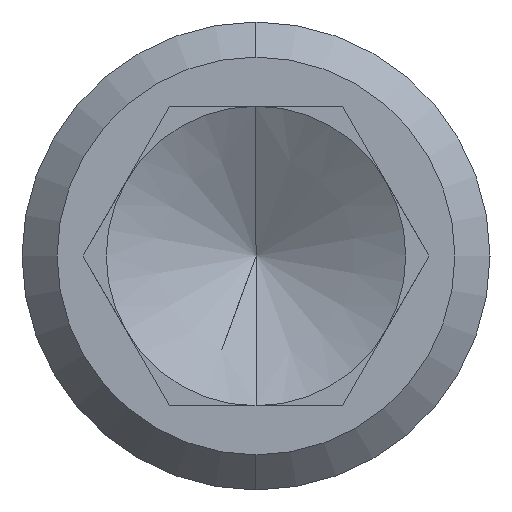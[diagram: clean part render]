
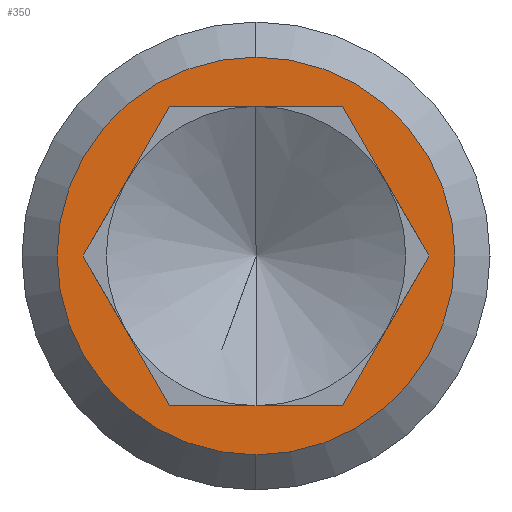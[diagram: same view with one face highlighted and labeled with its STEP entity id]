
A CAD part, left-side view. The second image highlights one B-rep face of the part: STEP entity #350.
In plain terms, the highlighted planar face has unit normal (-1, 0, 0).
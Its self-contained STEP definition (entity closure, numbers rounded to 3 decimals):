
#14 = ORIENTED_EDGE ( 'NONE', *, *, #395, .F. ) ;
#18 = DIRECTION ( 'NONE',  ( -1., 0., 0. ) ) ;
#26 = CIRCLE ( 'NONE', #384, 1.7 ) ;
#53 = EDGE_CURVE ( 'NONE', #487, #265, #523, .T. ) ;
#70 = LINE ( 'NONE', #289, #675 ) ;
#82 = DIRECTION ( 'NONE',  ( 0., 0., 1. ) ) ;
#95 = VERTEX_POINT ( 'NONE', #419 ) ;
#102 = CARTESIAN_POINT ( 'NONE',  ( 0., 0.739, -1.28 ) ) ;
#109 = VECTOR ( 'NONE', #656, 1000. ) ;
#111 = EDGE_CURVE ( 'NONE', #95, #546, #434, .T. ) ;
#113 = DIRECTION ( 'NONE',  ( 0., 0.5, -0.866 ) ) ;
#126 = VERTEX_POINT ( 'NONE', #294 ) ;
#128 = ORIENTED_EDGE ( 'NONE', *, *, #159, .F. ) ;
#145 = ORIENTED_EDGE ( 'NONE', *, *, #738, .F. ) ;
#150 = DIRECTION ( 'NONE',  ( 0., 0., 1. ) ) ;
#159 = EDGE_CURVE ( 'NONE', #646, #546, #595, .T. ) ;
#162 = DIRECTION ( 'NONE',  ( 0., -1., 0. ) ) ;
#164 = VERTEX_POINT ( 'NONE', #366 ) ;
#195 = DIRECTION ( 'NONE',  ( 0., 1., 0. ) ) ;
#216 = VECTOR ( 'NONE', #162, 1000. ) ;
#232 = EDGE_CURVE ( 'NONE', #265, #487, #26, .T. ) ;
#248 = CARTESIAN_POINT ( 'NONE',  ( 0., 0., 0. ) ) ;
#265 = VERTEX_POINT ( 'NONE', #569 ) ;
#282 = LINE ( 'NONE', #344, #577 ) ;
#287 = DIRECTION ( 'NONE',  ( -1., 0., 0. ) ) ;
#289 = CARTESIAN_POINT ( 'NONE',  ( 0., -1.478, 0. ) ) ;
#291 = CARTESIAN_POINT ( 'NONE',  ( 0., 1.478, 0. ) ) ;
#294 = CARTESIAN_POINT ( 'NONE',  ( 0., -1.478, 0. ) ) ;
#338 = CARTESIAN_POINT ( 'NONE',  ( 0., -0.739, 1.28 ) ) ;
#340 = CARTESIAN_POINT ( 'NONE',  ( 0., -0.739, 1.28 ) ) ;
#344 = CARTESIAN_POINT ( 'NONE',  ( 0., 1.478, 0. ) ) ;
#345 = LINE ( 'NONE', #102, #216 ) ;
#350 = ADVANCED_FACE ( 'NONE', ( #615, #490 ), #375, .T. ) ;
#366 = CARTESIAN_POINT ( 'NONE',  ( 0., -0.739, -1.28 ) ) ;
#375 = PLANE ( 'NONE',  #670 ) ;
#379 = VERTEX_POINT ( 'NONE', #386 ) ;
#384 = AXIS2_PLACEMENT_3D ( 'NONE', #248, #18, #82 ) ;
#386 = CARTESIAN_POINT ( 'NONE',  ( 0., 0.739, -1.28 ) ) ;
#395 = EDGE_CURVE ( 'NONE', #379, #164, #345, .T. ) ;
#403 = CARTESIAN_POINT ( 'NONE',  ( 0., 0.739, 1.28 ) ) ;
#415 = CARTESIAN_POINT ( 'NONE',  ( 0., 0., 0. ) ) ;
#419 = CARTESIAN_POINT ( 'NONE',  ( 0., 1.478, 0. ) ) ;
#434 = LINE ( 'NONE', #291, #109 ) ;
#487 = VERTEX_POINT ( 'NONE', #741 ) ;
#489 = VECTOR ( 'NONE', #749, 1000. ) ;
#490 = FACE_OUTER_BOUND ( 'NONE', #602, .T. ) ;
#492 = ORIENTED_EDGE ( 'NONE', *, *, #53, .T. ) ;
#501 = DIRECTION ( 'NONE',  ( -1., 0., 0. ) ) ;
#523 = CIRCLE ( 'NONE', #561, 1.7 ) ;
#533 = DIRECTION ( 'NONE',  ( 0., 0., 1. ) ) ;
#536 = DIRECTION ( 'NONE',  ( 0., -0.5, -0.866 ) ) ;
#546 = VERTEX_POINT ( 'NONE', #403 ) ;
#553 = EDGE_CURVE ( 'NONE', #646, #126, #715, .T. ) ;
#558 = ORIENTED_EDGE ( 'NONE', *, *, #232, .T. ) ;
#561 = AXIS2_PLACEMENT_3D ( 'NONE', #415, #287, #533 ) ;
#569 = CARTESIAN_POINT ( 'NONE',  ( 0., 0., -1.7 ) ) ;
#572 = CARTESIAN_POINT ( 'NONE',  ( 0., 0., 0. ) ) ;
#577 = VECTOR ( 'NONE', #536, 1000. ) ;
#583 = ORIENTED_EDGE ( 'NONE', *, *, #553, .T. ) ;
#595 = LINE ( 'NONE', #722, #616 ) ;
#602 = EDGE_LOOP ( 'NONE', ( #558, #492 ) ) ;
#615 = FACE_BOUND ( 'NONE', #639, .T. ) ;
#616 = VECTOR ( 'NONE', #195, 1000. ) ;
#620 = EDGE_CURVE ( 'NONE', #126, #164, #70, .T. ) ;
#639 = EDGE_LOOP ( 'NONE', ( #740, #128, #583, #737, #14, #145 ) ) ;
#646 = VERTEX_POINT ( 'NONE', #340 ) ;
#656 = DIRECTION ( 'NONE',  ( 0., -0.5, 0.866 ) ) ;
#670 = AXIS2_PLACEMENT_3D ( 'NONE', #572, #501, #150 ) ;
#675 = VECTOR ( 'NONE', #113, 1000. ) ;
#715 = LINE ( 'NONE', #338, #489 ) ;
#722 = CARTESIAN_POINT ( 'NONE',  ( 0., -0.739, 1.28 ) ) ;
#737 = ORIENTED_EDGE ( 'NONE', *, *, #620, .T. ) ;
#738 = EDGE_CURVE ( 'NONE', #95, #379, #282, .T. ) ;
#740 = ORIENTED_EDGE ( 'NONE', *, *, #111, .T. ) ;
#741 = CARTESIAN_POINT ( 'NONE',  ( 0., 0., 1.7 ) ) ;
#749 = DIRECTION ( 'NONE',  ( 0., -0.5, -0.866 ) ) ;
